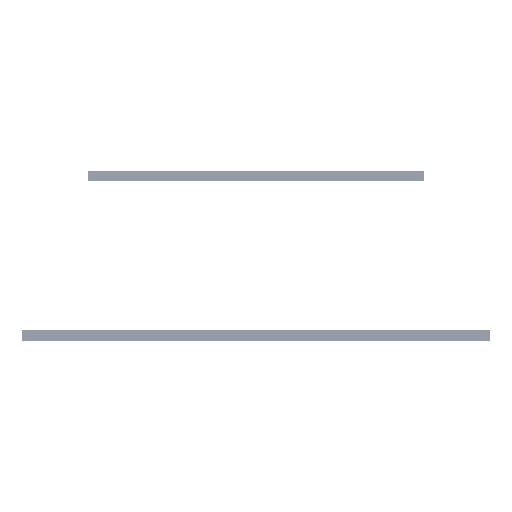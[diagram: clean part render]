
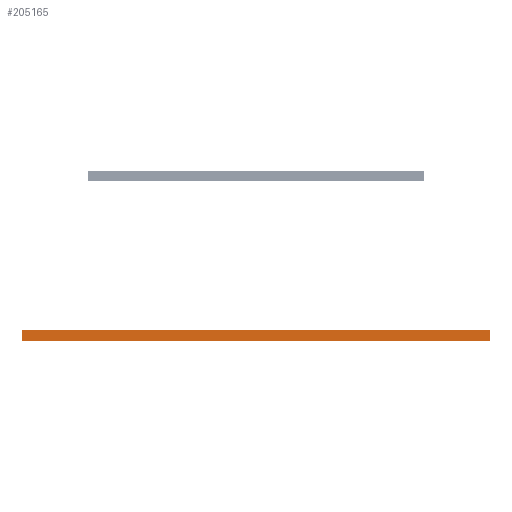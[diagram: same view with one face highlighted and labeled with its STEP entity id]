
A CAD part, left-side view. The second image highlights one B-rep face of the part: STEP entity #205165.
In plain terms, the highlighted planar face has unit normal (-1, 0, 0).
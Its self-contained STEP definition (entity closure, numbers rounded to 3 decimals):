
#19402=FACE_OUTER_BOUND('',#30909,.T.);
#30909=EDGE_LOOP('',(#128124,#128125,#128126,#128127));
#42574=LINE('',#290398,#57558);
#42621=LINE('',#290549,#57605);
#42642=LINE('',#290602,#57626);
#42643=LINE('',#290604,#57627);
#57558=VECTOR('',#236516,10.);
#57605=VECTOR('',#236657,10.);
#57626=VECTOR('',#236718,10.);
#57627=VECTOR('',#236721,10.);
#77006=VERTEX_POINT('',#290394);
#77008=VERTEX_POINT('',#290397);
#77064=VERTEX_POINT('',#290546);
#77065=VERTEX_POINT('',#290548);
#96688=EDGE_CURVE('',#77006,#77008,#42574,.T.);
#96763=EDGE_CURVE('',#77064,#77065,#42621,.T.);
#96791=EDGE_CURVE('',#77065,#77006,#42642,.T.);
#96792=EDGE_CURVE('',#77008,#77064,#42643,.T.);
#128124=ORIENTED_EDGE('',*,*,#96791,.F.);
#128125=ORIENTED_EDGE('',*,*,#96763,.F.);
#128126=ORIENTED_EDGE('',*,*,#96792,.F.);
#128127=ORIENTED_EDGE('',*,*,#96688,.F.);
#189603=PLANE('',#216837);
#205165=ADVANCED_FACE('',(#19402),#189603,.T.);
#216837=AXIS2_PLACEMENT_3D('',#290603,#236719,#236720);
#236516=DIRECTION('',(0.,0.,1.));
#236657=DIRECTION('',(0.,0.,-1.));
#236718=DIRECTION('',(0.,1.,0.));
#236719=DIRECTION('center_axis',(-1.,0.,0.));
#236720=DIRECTION('ref_axis',(0.,0.,
1.));
#236721=DIRECTION('',(0.,-1.,0.));
#290394=CARTESIAN_POINT('',(-88.,776.,-18.15));
#290397=CARTESIAN_POINT('',(-88.,776.,18.15));
#290398=CARTESIAN_POINT('',(-88.,776.,18.15));
#290546=CARTESIAN_POINT('',(-88.,-776.,18.15));
#290548=CARTESIAN_POINT('',(-88.,-776.,-18.15));
#290549=CARTESIAN_POINT('',(-88.,-776.,18.15));
#290602=CARTESIAN_POINT('',(-88.,0.,-18.15));
#290603=CARTESIAN_POINT('Origin',(-88.,0.,
-18.25));
#290604=CARTESIAN_POINT('',(-88.,0.,18.15));
